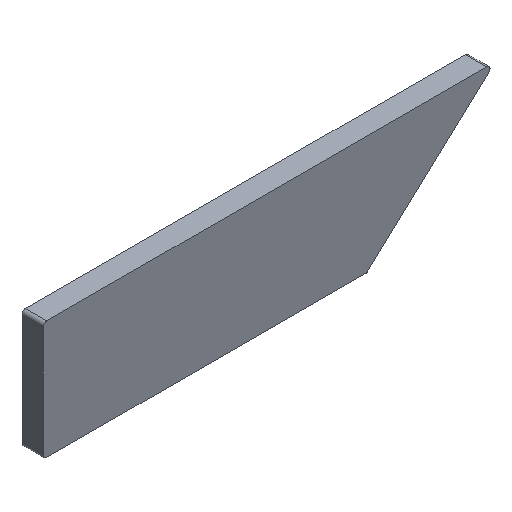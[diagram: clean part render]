
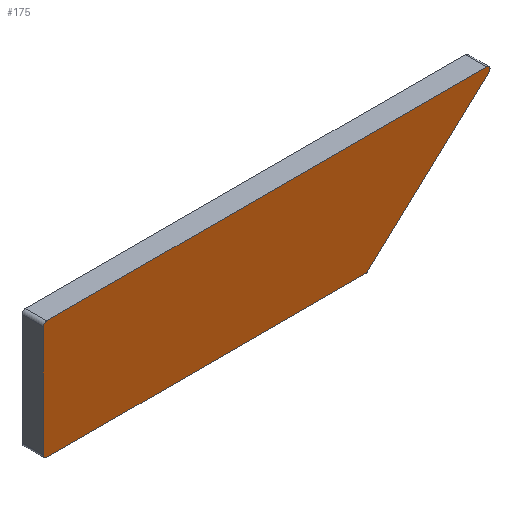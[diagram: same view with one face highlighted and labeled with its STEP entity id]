
A CAD part, isometric view. The second image highlights one B-rep face of the part: STEP entity #175.
In plain terms, the highlighted planar face has unit normal (0, -1, 0).
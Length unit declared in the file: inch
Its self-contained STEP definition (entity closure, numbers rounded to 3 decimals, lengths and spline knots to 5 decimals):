
#16=PLANE('',#201);
#23=FACE_OUTER_BOUND('',#33,.T.);
#33=EDGE_LOOP('',(#129,#130,#131,#132,#133,#134,#135,#136));
#43=LINE('',#281,#59);
#46=LINE('',#287,#62);
#47=LINE('',#291,#63);
#48=LINE('',#295,#64);
#59=VECTOR('',#227,0.3937);
#62=VECTOR('',#232,0.3937);
#63=VECTOR('',#235,0.3937);
#64=VECTOR('',#238,0.3937);
#74=CIRCLE('',#199,0.01);
#75=CIRCLE('',#202,0.01);
#76=CIRCLE('',#203,0.01);
#77=CIRCLE('',#204,0.01);
#83=VERTEX_POINT('',#274);
#84=VERTEX_POINT('',#276);
#85=VERTEX_POINT('',#280);
#87=VERTEX_POINT('',#286);
#88=VERTEX_POINT('',#288);
#89=VERTEX_POINT('',#290);
#90=VERTEX_POINT('',#292);
#91=VERTEX_POINT('',#294);
#99=EDGE_CURVE('',#83,#84,#74,.T.);
#101=EDGE_CURVE('',#84,#85,#43,.T.);
#104=EDGE_CURVE('',#87,#83,#46,.T.);
#105=EDGE_CURVE('',#88,#87,#75,.T.);
#106=EDGE_CURVE('',#89,#88,#47,.T.);
#107=EDGE_CURVE('',#90,#89,#76,.T.);
#108=EDGE_CURVE('',#91,#90,#48,.T.);
#109=EDGE_CURVE('',#85,#91,#77,.T.);
#129=ORIENTED_EDGE('',*,*,#99,.F.);
#130=ORIENTED_EDGE('',*,*,#104,.F.);
#131=ORIENTED_EDGE('',*,*,#105,.F.);
#132=ORIENTED_EDGE('',*,*,#106,.F.);
#133=ORIENTED_EDGE('',*,*,#107,.F.);
#134=ORIENTED_EDGE('',*,*,#108,.F.);
#135=ORIENTED_EDGE('',*,*,#109,.F.);
#136=ORIENTED_EDGE('',*,*,#101,.F.);
#175=ADVANCED_FACE('',(#23),#16,.F.);
#199=AXIS2_PLACEMENT_3D('',#277,#222,#223);
#201=AXIS2_PLACEMENT_3D('',#285,#230,#231);
#202=AXIS2_PLACEMENT_3D('',#289,#233,#234);
#203=AXIS2_PLACEMENT_3D('',#293,#236,#237);
#204=AXIS2_PLACEMENT_3D('',#296,#239,#240);
#222=DIRECTION('center_axis',(0.,1.,0.));
#223=DIRECTION('ref_axis',(-0.707,0.,-0.707));
#227=DIRECTION('',(0.,0.,1.));
#230=DIRECTION('center_axis',(0.,1.,0.));
#231=DIRECTION('ref_axis',(1.,0.,0.));
#232=DIRECTION('',(-1.,0.,0.));
#233=DIRECTION('center_axis',(0.,1.,0.));
#234=DIRECTION('ref_axis',(0.364,0.,-0.932));
#235=DIRECTION('',(-0.736,0.,-0.677));
#236=DIRECTION('center_axis',(0.,1.,0.));
#237=DIRECTION('ref_axis',(0.932,0.,0.364));
#238=DIRECTION('',(1.,0.,0.));
#239=DIRECTION('center_axis',(0.,1.,0.));
#240=DIRECTION('ref_axis',(-0.707,0.,0.707));
#274=CARTESIAN_POINT('',(0.498,0.,-1.222));
#276=CARTESIAN_POINT('',(0.488,0.,-1.212));
#277=CARTESIAN_POINT('Origin',(0.498,0.,-1.212));
#280=CARTESIAN_POINT('',(0.488,0.,-0.888));
#281=CARTESIAN_POINT('',(0.488,0.,-1.222));
#285=CARTESIAN_POINT('Origin',(1.14516,0.,-1.05));
#286=CARTESIAN_POINT('',(1.42493,0.,-1.222));
#287=CARTESIAN_POINT('',(1.42883,0.,-1.222));
#288=CARTESIAN_POINT('',(1.4317,0.,-1.21936));
#289=CARTESIAN_POINT('Origin',(1.42493,0.,-1.212));
#290=CARTESIAN_POINT('',(1.78347,0.,-0.89536));
#291=CARTESIAN_POINT('',(1.80231,0.,-0.878));
#292=CARTESIAN_POINT('',(1.7767,0.,-0.878));
#293=CARTESIAN_POINT('Origin',(1.7767,0.,-0.888));
#294=CARTESIAN_POINT('',(0.498,0.,-0.878));
#295=CARTESIAN_POINT('',(0.488,0.,-0.878));
#296=CARTESIAN_POINT('Origin',(0.498,0.,-0.888));
